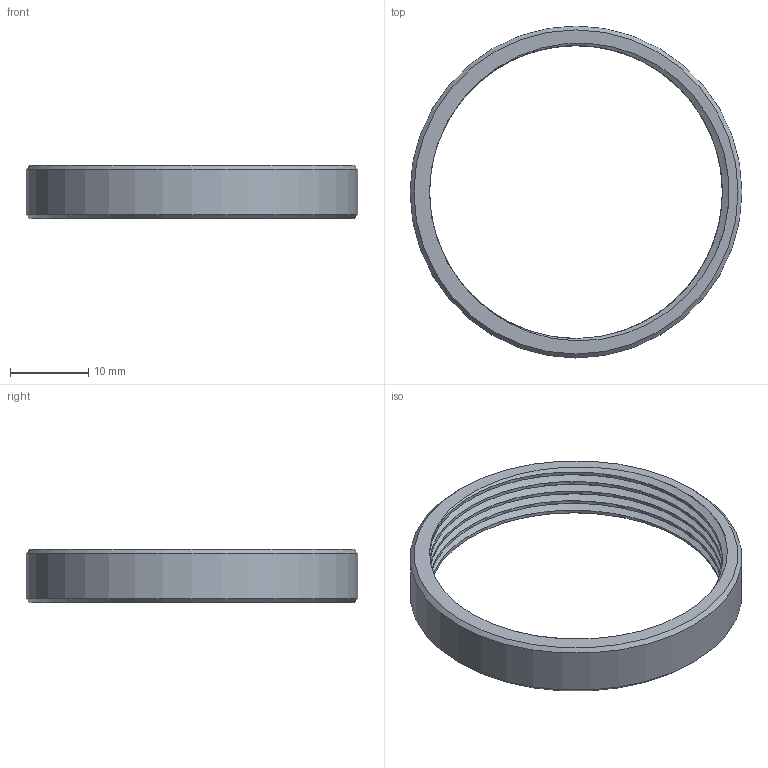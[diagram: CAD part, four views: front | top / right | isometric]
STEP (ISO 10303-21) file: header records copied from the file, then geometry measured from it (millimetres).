
FILE_DESCRIPTION(/* description */ (''),/* implementation_level */ '2;1');
FILE_NAME(/* name */ 'jam.step',/* time_stamp */ '2025-11-09T19:01:42+01:00',/* author */ (''),/* organization */ (''),/* preprocessor_version */ 'ST-DEVELOPER v20.1',/* originating_system */ 'Autodesk Translation Framework v14.21.0.0',/* authorisation */ '');
FILE_SCHEMA (('AUTOMOTIVE_DESIGN { 1 0 10303 214 3 1 1 }'));
Length unit declared in the file: millimetre
Products named in the file (1): jam
Bounding box: 42.5 x 42.5 x 6.8 mm (x, y, z)
Volume: 1813.8 mm3; surface area: 2719.3 mm2
Topology: 1 solids, 1 shells, 18 faces, 48 edges, 32 vertices
Faces by surface type: cylinder 12, cone 2, plane 2, bspline 2
Full cylindrical faces by diameter (mm): 37.526 x3, 39.208 x4, 42.5 x1
Entity records: 2109 total; most frequent: CARTESIAN_POINT 1667, ORIENTED_EDGE 96, DIRECTION 66, EDGE_CURVE 48, VERTEX_POINT 32, AXIS2_PLACEMENT_3D 27, B_SPLINE_CURVE_WITH_KNOTS 26, EDGE_LOOP 20
